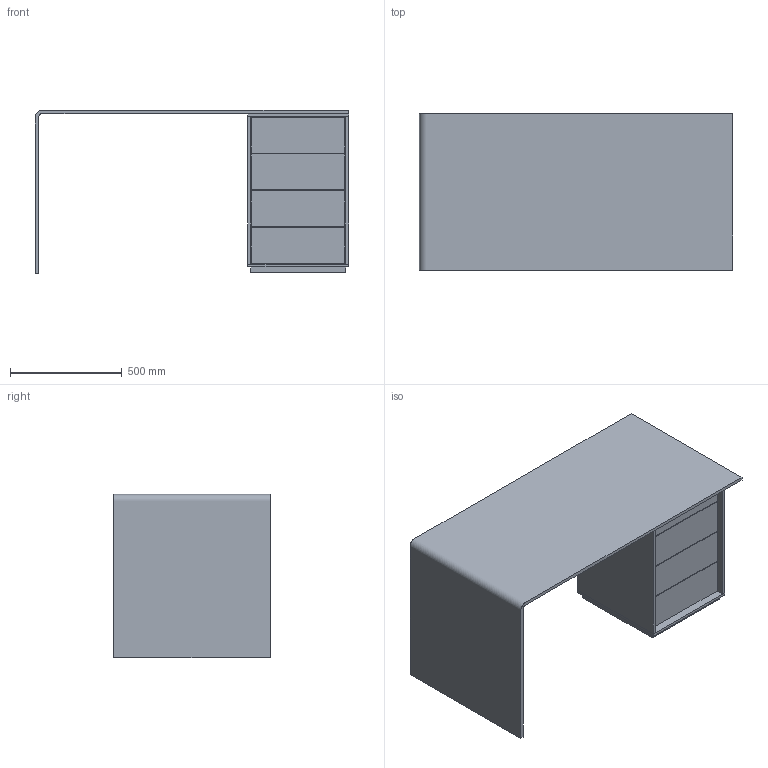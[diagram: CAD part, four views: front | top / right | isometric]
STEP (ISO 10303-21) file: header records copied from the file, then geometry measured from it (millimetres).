
FILE_DESCRIPTION(/* description */ (''),/* implementation_level */ '2;1');
FILE_NAME(/* name */ 'Rialto L - 140x70',/* time_stamp */ '2010-11-05T10:00:38+01:00',/* author */ (''),/* organization */ (''),/* preprocessor_version */ 'ST-DEVELOPER v10',/* originating_system */ '',/* authorisation */ '');
FILE_SCHEMA (('CONFIG_CONTROL_DESIGN'));
Length unit declared in the file: centimetre
Products named in the file (1): 1
Bounding box: 1400 x 700 x 730 mm (x, y, z)
Volume: 52685840.3 mm3; surface area: 8760528.6 mm2
Topology: 15 solids, 15 shells, 90 faces, 180 edges, 120 vertices
Faces by surface type: plane 88, bspline 2
Entity records: 2108 total; most frequent: CARTESIAN_POINT 618, ORIENTED_EDGE 360, EDGE_CURVE 180, B_SPLINE_CURVE_WITH_KNOTS 176, VERTEX_POINT 120, DIRECTION 92, ADVANCED_FACE 90, FACE_OUTER_BOUND 90
